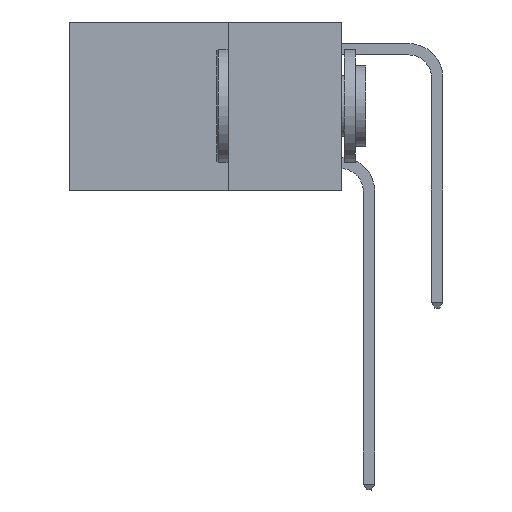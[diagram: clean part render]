
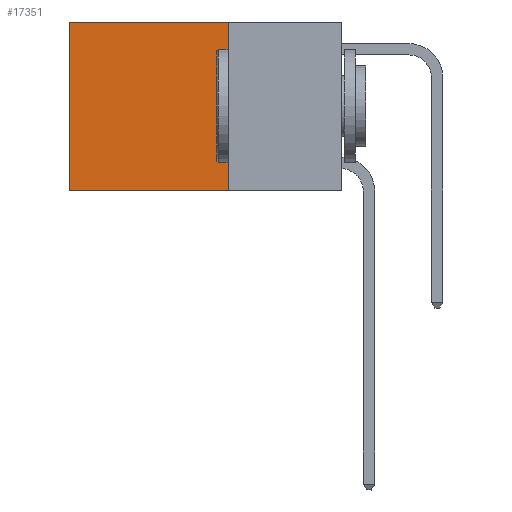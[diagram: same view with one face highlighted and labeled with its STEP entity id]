
A CAD part, left-side view. The second image highlights one B-rep face of the part: STEP entity #17351.
In plain terms, the highlighted planar face has unit normal (-1, 0, 0).
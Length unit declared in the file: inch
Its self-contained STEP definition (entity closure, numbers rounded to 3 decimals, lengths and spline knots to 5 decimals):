
#31 = ORIENTED_EDGE ( 'NONE', *, *, #17270, .F. ) ;
#560 = LINE ( 'NONE', #5520, #18487 ) ;
#786 = LINE ( 'NONE', #8933, #4930 ) ;
#1069 = CARTESIAN_POINT ( 'NONE',  ( 0.2625, 0.6, -0.37 ) ) ;
#1713 = LINE ( 'NONE', #7497, #15050 ) ;
#1951 = DIRECTION ( 'NONE',  ( 0., 1., 0. ) ) ;
#3224 = CARTESIAN_POINT ( 'NONE',  ( 0.2625, 0.6, 0. ) ) ;
#4913 = PLANE ( 'NONE',  #17368 ) ;
#4930 = VECTOR ( 'NONE', #1951, 39.37008 ) ;
#5042 = EDGE_CURVE ( 'NONE', #17136, #16602, #786, .T. ) ;
#5520 = CARTESIAN_POINT ( 'NONE',  ( 0.2625, 0.25, -0.37 ) ) ;
#5777 = DIRECTION ( 'NONE',  ( 0., 0., -1. ) ) ;
#6692 = DIRECTION ( 'NONE',  ( 1., 0., 0. ) ) ;
#6791 = DIRECTION ( 'NONE',  ( 0., 0., -1. ) ) ;
#7009 = ORIENTED_EDGE ( 'NONE', *, *, #12971, .F. ) ;
#7497 = CARTESIAN_POINT ( 'NONE',  ( 0.2625, 0.25, 0. ) ) ;
#8846 = VECTOR ( 'NONE', #6791, 39.37008 ) ;
#8933 = CARTESIAN_POINT ( 'NONE',  ( 0.2625, 0.25, 0. ) ) ;
#9260 = CARTESIAN_POINT ( 'NONE',  ( 0.2625, 0.6, 0. ) ) ;
#9399 = LINE ( 'NONE', #3224, #8846 ) ;
#9523 = ORIENTED_EDGE ( 'NONE', *, *, #5042, .T. ) ;
#12106 = EDGE_CURVE ( 'NONE', #16602, #13965, #9399, .T. ) ;
#12971 = EDGE_CURVE ( 'NONE', #16645, #13965, #560, .T. ) ;
#13965 = VERTEX_POINT ( 'NONE', #1069 ) ;
#15050 = VECTOR ( 'NONE', #5777, 39.37008 ) ;
#15866 = DIRECTION ( 'NONE',  ( 0., 1., 0. ) ) ;
#16602 = VERTEX_POINT ( 'NONE', #9260 ) ;
#16645 = VERTEX_POINT ( 'NONE', #21531 ) ;
#16999 = CARTESIAN_POINT ( 'NONE',  ( 0.2625, 0.25, 0. ) ) ;
#17136 = VERTEX_POINT ( 'NONE', #17501 ) ;
#17270 = EDGE_CURVE ( 'NONE', #17136, #16645, #1713, .T. ) ;
#17351 = ADVANCED_FACE ( 'NONE', ( #18520 ), #4913, .F. ) ;
#17368 = AXIS2_PLACEMENT_3D ( 'NONE', #16999, #6692, #18731 ) ;
#17501 = CARTESIAN_POINT ( 'NONE',  ( 0.2625, 0.25, 0. ) ) ;
#17522 = EDGE_LOOP ( 'NONE', ( #20514, #7009, #31, #9523 ) ) ;
#18487 = VECTOR ( 'NONE', #15866, 39.37008 ) ;
#18520 = FACE_OUTER_BOUND ( 'NONE', #17522, .T. ) ;
#18731 = DIRECTION ( 'NONE',  ( 0., 0., -1. ) ) ;
#20514 = ORIENTED_EDGE ( 'NONE', *, *, #12106, .T. ) ;
#21531 = CARTESIAN_POINT ( 'NONE',  ( 0.2625, 0.25, -0.37 ) ) ;
